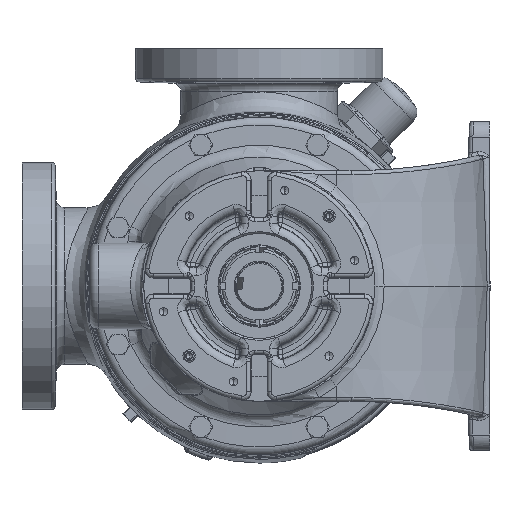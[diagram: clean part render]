
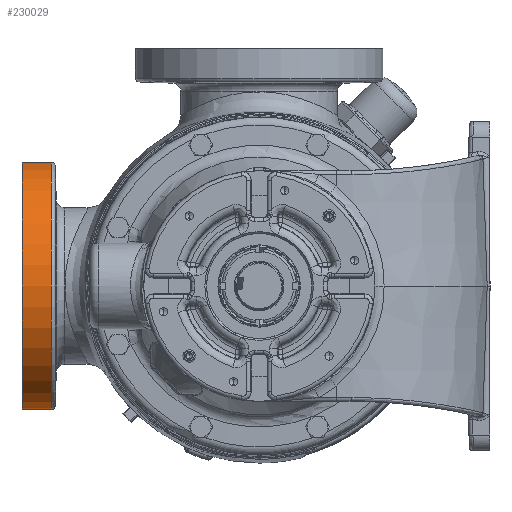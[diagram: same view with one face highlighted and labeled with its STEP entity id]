
A CAD part, left-side view. The second image highlights one B-rep face of the part: STEP entity #230029.
In plain terms, the highlighted cylindrical face has radius 95.25 mm (diameter 190.5 mm), a partial arc.
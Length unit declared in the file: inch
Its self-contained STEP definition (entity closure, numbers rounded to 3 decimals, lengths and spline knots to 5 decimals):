
#11706 = AXIS2_PLACEMENT_3D ( 'NONE', #56581, #189965, #75778 ) ;
#23944 = FACE_OUTER_BOUND ( 'NONE', #76620, .T. ) ;
#25259 = ORIENTED_EDGE ( 'NONE', *, *, #41045, .T. ) ;
#29164 = DIRECTION ( 'NONE',  ( 0., 1., 0. ) ) ;
#29918 = CYLINDRICAL_SURFACE ( 'NONE', #178451, 3.75 ) ;
#30609 = LINE ( 'NONE', #229053, #200776 ) ;
#38137 = DIRECTION ( 'NONE',  ( 0., 1., 0. ) ) ;
#41045 = EDGE_CURVE ( 'NONE', #191702, #91771, #88369, .T. ) ;
#56581 = CARTESIAN_POINT ( 'NONE',  ( 4.515, 7.19, 0. ) ) ;
#67993 = CARTESIAN_POINT ( 'NONE',  ( 4.515, 6.30588, 3.75 ) ) ;
#72412 = AXIS2_PLACEMENT_3D ( 'NONE', #143343, #29164, #162500 ) ;
#73967 = ORIENTED_EDGE ( 'NONE', *, *, #142434, .T. ) ;
#75778 = DIRECTION ( 'NONE',  ( 0., 0., -1. ) ) ;
#76620 = EDGE_LOOP ( 'NONE', ( #80780, #25259, #73967, #110341 ) ) ;
#80780 = ORIENTED_EDGE ( 'NONE', *, *, #140093, .F. ) ;
#88369 = CIRCLE ( 'NONE', #72412, 3.75 ) ;
#91771 = VERTEX_POINT ( 'NONE', #67993 ) ;
#110341 = ORIENTED_EDGE ( 'NONE', *, *, #234443, .F. ) ;
#114370 = CARTESIAN_POINT ( 'NONE',  ( 4.515, 6.30588, -3.75 ) ) ;
#114615 = DIRECTION ( 'NONE',  ( 0., 1., 0. ) ) ;
#118741 = VERTEX_POINT ( 'NONE', #157211 ) ;
#118887 = DIRECTION ( 'NONE',  ( 0., 0., 1. ) ) ;
#130510 = LINE ( 'NONE', #227872, #226236 ) ;
#132342 = CARTESIAN_POINT ( 'NONE',  ( 4.515, 7.19, -3.75 ) ) ;
#140093 = EDGE_CURVE ( 'NONE', #191702, #239235, #30609, .T. ) ;
#142434 = EDGE_CURVE ( 'NONE', #91771, #118741, #130510, .T. ) ;
#143343 = CARTESIAN_POINT ( 'NONE',  ( 4.515, 6.30588, 0. ) ) ;
#157211 = CARTESIAN_POINT ( 'NONE',  ( 4.515, 7.19, 3.75 ) ) ;
#162500 = DIRECTION ( 'NONE',  ( 0., 0., -1. ) ) ;
#174255 = DIRECTION ( 'NONE',  ( 0., 1., 0. ) ) ;
#178451 = AXIS2_PLACEMENT_3D ( 'NONE', #209110, #38137, #118887 ) ;
#189965 = DIRECTION ( 'NONE',  ( 0., 1., 0. ) ) ;
#191702 = VERTEX_POINT ( 'NONE', #114370 ) ;
#200776 = VECTOR ( 'NONE', #114615, 39.37008 ) ;
#205019 = CIRCLE ( 'NONE', #11706, 3.75 ) ;
#209110 = CARTESIAN_POINT ( 'NONE',  ( 4.515, 7.44095, 0. ) ) ;
#226236 = VECTOR ( 'NONE', #174255, 39.37008 ) ;
#227872 = CARTESIAN_POINT ( 'NONE',  ( 4.515, 7.44095, 3.75 ) ) ;
#229053 = CARTESIAN_POINT ( 'NONE',  ( 4.515, 7.44095, -3.75 ) ) ;
#230029 = ADVANCED_FACE ( 'NONE', ( #23944 ), #29918, .T. ) ;
#234443 = EDGE_CURVE ( 'NONE', #239235, #118741, #205019, .T. ) ;
#239235 = VERTEX_POINT ( 'NONE', #132342 ) ;
